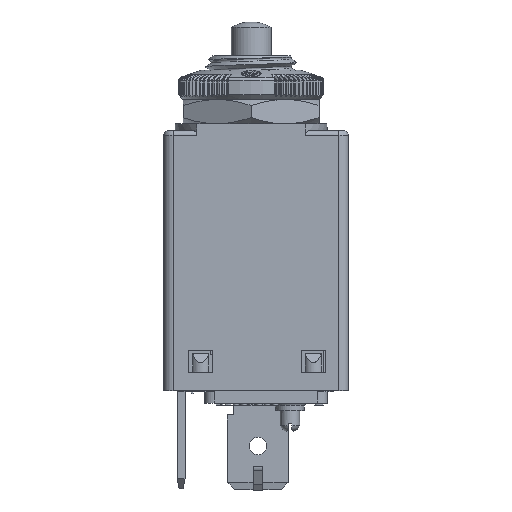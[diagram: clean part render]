
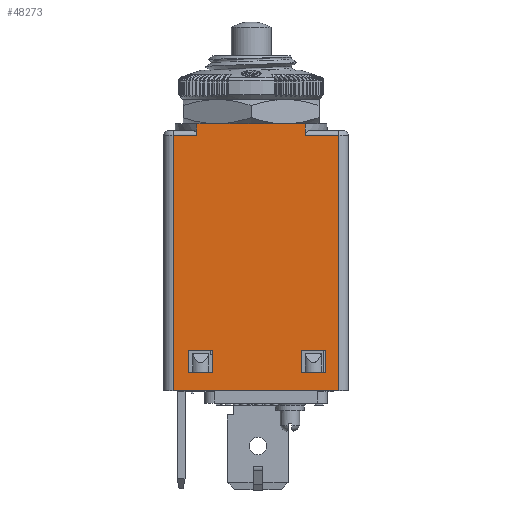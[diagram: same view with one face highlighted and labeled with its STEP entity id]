
A CAD part, top view. The second image highlights one B-rep face of the part: STEP entity #48273.
In plain terms, the highlighted planar face has unit normal (0, 0, 1).
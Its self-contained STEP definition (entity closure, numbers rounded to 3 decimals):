
#8096=DIRECTION('',(0.,-1.,0.));
#8097=VECTOR('',#8096,1.2);
#8098=CARTESIAN_POINT('',(-5.587,28.5,5.5));
#8099=LINE('',#8098,#8097);
#8505=DIRECTION('',(1.,0.,0.));
#8506=VECTOR('',#8505,2.5);
#8507=CARTESIAN_POINT('',(-6.45,2.87,5.5));
#8508=LINE('',#8507,#8506);
#8512=DIRECTION('',(0.,1.,0.));
#8513=VECTOR('',#8512,2.3);
#8514=CARTESIAN_POINT('',(-3.95,2.87,5.5));
#8515=LINE('',#8514,#8513);
#8519=DIRECTION('',(-1.,0.,0.));
#8520=VECTOR('',#8519,2.5);
#8521=CARTESIAN_POINT('',(-3.95,5.17,5.5));
#8522=LINE('',#8521,#8520);
#8526=DIRECTION('',(0.,-1.,0.));
#8527=VECTOR('',#8526,2.3);
#8528=CARTESIAN_POINT('',(-6.45,5.17,5.5));
#8529=LINE('',#8528,#8527);
#8533=DIRECTION('',(0.,-1.,0.));
#8534=VECTOR('',#8533,2.3);
#8535=CARTESIAN_POINT('',(5.15,5.17,5.5));
#8536=LINE('',#8535,#8534);
#8540=DIRECTION('',(1.,0.,0.));
#8541=VECTOR('',#8540,2.5);
#8542=CARTESIAN_POINT('',(5.15,2.87,5.5));
#8543=LINE('',#8542,#8541);
#8547=DIRECTION('',(0.,1.,0.));
#8548=VECTOR('',#8547,2.3);
#8549=CARTESIAN_POINT('',(7.65,2.87,5.5));
#8550=LINE('',#8549,#8548);
#8554=DIRECTION('',(-1.,0.,0.));
#8555=VECTOR('',#8554,2.5);
#8556=CARTESIAN_POINT('',(7.65,5.17,5.5));
#8557=LINE('',#8556,#8555);
#8561=DIRECTION('',(-1.,0.,0.));
#8562=VECTOR('',#8561,1.257);
#8563=CARTESIAN_POINT('',(5.587,28.5,5.5));
#8564=LINE('',#8563,#8562);
#8568=DIRECTION('',(-1.,0.,0.));
#8569=VECTOR('',#8568,3.413);
#8570=CARTESIAN_POINT('',(9.,27.3,5.5));
#8571=LINE('',#8570,#8569);
#8575=DIRECTION('',(0.,1.,0.));
#8576=VECTOR('',#8575,26.3);
#8577=CARTESIAN_POINT('',(9.,1.,5.5));
#8578=LINE('',#8577,#8576);
#8582=DIRECTION('',(1.,0.,0.));
#8583=VECTOR('',#8582,17.);
#8584=CARTESIAN_POINT('',(-8.,1.,5.5));
#8585=LINE('',#8584,#8583);
#8589=DIRECTION('',(0.,-1.,0.));
#8590=VECTOR('',#8589,26.3);
#8591=CARTESIAN_POINT('',(-8.,27.3,5.5));
#8592=LINE('',#8591,#8590);
#8596=DIRECTION('',(-1.,0.,0.));
#8597=VECTOR('',#8596,2.413);
#8598=CARTESIAN_POINT('',(-5.587,27.3,5.5));
#8599=LINE('',#8598,#8597);
#8603=DIRECTION('',(-1.,0.,0.));
#8604=VECTOR('',#8603,1.257);
#8605=CARTESIAN_POINT('',(-4.33,28.5,5.5));
#8606=LINE('',#8605,#8604);
#33961=DIRECTION('',(1.,0.,0.));
#33962=VECTOR('',#33961,8.66);
#33963=CARTESIAN_POINT('',(-4.33,28.5,5.5));
#33964=LINE('',#33963,#33962);
#34348=DIRECTION('',(0.,1.,0.));
#34349=VECTOR('',#34348,1.2);
#34350=CARTESIAN_POINT('',(5.587,27.3,5.5));
#34351=LINE('',#34350,#34349);
#38579=CARTESIAN_POINT('',(-5.587,28.5,5.5));
#38581=VERTEX_POINT('',#38579);
#38582=CARTESIAN_POINT('',(5.587,28.5,5.5));
#38584=VERTEX_POINT('',#38582);
#38638=CARTESIAN_POINT('',(-6.45,2.87,5.5));
#38639=CARTESIAN_POINT('',(-3.95,2.87,5.5));
#38640=VERTEX_POINT('',#38638);
#38641=VERTEX_POINT('',#38639);
#38642=CARTESIAN_POINT('',(-3.95,5.17,5.5));
#38643=VERTEX_POINT('',#38642);
#38644=CARTESIAN_POINT('',(-6.45,5.17,5.5));
#38645=VERTEX_POINT('',#38644);
#38646=CARTESIAN_POINT('',(5.15,5.17,5.5));
#38647=CARTESIAN_POINT('',(5.15,2.87,5.5));
#38648=VERTEX_POINT('',#38646);
#38649=VERTEX_POINT('',#38647);
#38650=CARTESIAN_POINT('',(7.65,2.87,5.5));
#38651=VERTEX_POINT('',#38650);
#38652=CARTESIAN_POINT('',(7.65,5.17,5.5));
#38653=VERTEX_POINT('',#38652);
#38756=CARTESIAN_POINT('',(-8.,1.,5.5));
#38758=VERTEX_POINT('',#38756);
#38761=CARTESIAN_POINT('',(9.,1.,5.5));
#38763=VERTEX_POINT('',#38761);
#38788=CARTESIAN_POINT('',(-8.,27.3,5.5));
#38789=VERTEX_POINT('',#38788);
#38792=CARTESIAN_POINT('',(-5.587,27.3,5.5));
#38793=VERTEX_POINT('',#38792);
#38800=CARTESIAN_POINT('',(9.,27.3,5.5));
#38801=CARTESIAN_POINT('',(5.587,27.3,5.5));
#38802=VERTEX_POINT('',#38800);
#38803=VERTEX_POINT('',#38801);
#38916=CARTESIAN_POINT('',(-4.33,28.5,5.5));
#38917=CARTESIAN_POINT('',(4.33,28.5,5.5));
#38918=VERTEX_POINT('',#38916);
#38919=VERTEX_POINT('',#38917);
#48231=CARTESIAN_POINT('',(0.,1.,5.5));
#48232=DIRECTION('',(0.,0.,1.));
#48233=DIRECTION('',(1.,0.,0.));
#48234=AXIS2_PLACEMENT_3D('',#48231,#48232,#48233);
#48235=PLANE('',#48234);
#48237=ORIENTED_EDGE('',*,*,#48236,.F.);
#48239=ORIENTED_EDGE('',*,*,#48238,.F.);
#48241=ORIENTED_EDGE('',*,*,#48240,.F.);
#48243=ORIENTED_EDGE('',*,*,#48242,.F.);
#48244=ORIENTED_EDGE('',*,*,#47578,.F.);
#48245=ORIENTED_EDGE('',*,*,#47767,.F.);
#48247=ORIENTED_EDGE('',*,*,#48246,.F.);
#48248=ORIENTED_EDGE('',*,*,#47920,.F.);
#48250=ORIENTED_EDGE('',*,*,#48249,.F.);
#48252=ORIENTED_EDGE('',*,*,#48251,.T.);
#48253=EDGE_LOOP('',(#48237,#48239,#48241,#48243,#48244,#48245,#48247,#48248,
#48250,#48252));
#48254=FACE_OUTER_BOUND('',#48253,.F.);
#48256=ORIENTED_EDGE('',*,*,#48255,.T.);
#48258=ORIENTED_EDGE('',*,*,#48257,.T.);
#48260=ORIENTED_EDGE('',*,*,#48259,.T.);
#48262=ORIENTED_EDGE('',*,*,#48261,.T.);
#48263=EDGE_LOOP('',(#48256,#48258,#48260,#48262));
#48264=FACE_BOUND('',#48263,.F.);
#48265=ORIENTED_EDGE('',*,*,#48059,.T.);
#48266=ORIENTED_EDGE('',*,*,#48208,.T.);
#48268=ORIENTED_EDGE('',*,*,#48267,.T.);
#48270=ORIENTED_EDGE('',*,*,#48269,.T.);
#48271=EDGE_LOOP('',(#48265,#48266,#48268,#48270));
#48272=FACE_BOUND('',#48271,.F.);
#47578=EDGE_CURVE('',#38758,#38763,#8585,.T.);
#47767=EDGE_CURVE('',#38789,#38758,#8592,.T.);
#47920=EDGE_CURVE('',#38581,#38793,#8099,.T.);
#48059=EDGE_CURVE('',#38640,#38641,#8508,.T.);
#48208=EDGE_CURVE('',#38641,#38643,#8515,.T.);
#48236=EDGE_CURVE('',#38584,#38919,#8564,.T.);
#48238=EDGE_CURVE('',#38803,#38584,#34351,.T.);
#48240=EDGE_CURVE('',#38802,#38803,#8571,.T.);
#48242=EDGE_CURVE('',#38763,#38802,#8578,.T.);
#48246=EDGE_CURVE('',#38793,#38789,#8599,.T.);
#48249=EDGE_CURVE('',#38918,#38581,#8606,.T.);
#48251=EDGE_CURVE('',#38918,#38919,#33964,.T.);
#48255=EDGE_CURVE('',#38648,#38649,#8536,.T.);
#48257=EDGE_CURVE('',#38649,#38651,#8543,.T.);
#48259=EDGE_CURVE('',#38651,#38653,#8550,.T.);
#48261=EDGE_CURVE('',#38653,#38648,#8557,.T.);
#48267=EDGE_CURVE('',#38643,#38645,#8522,.T.);
#48269=EDGE_CURVE('',#38645,#38640,#8529,.T.);
#48273=ADVANCED_FACE('',(#48254,#48264,#48272),#48235,.T.);
